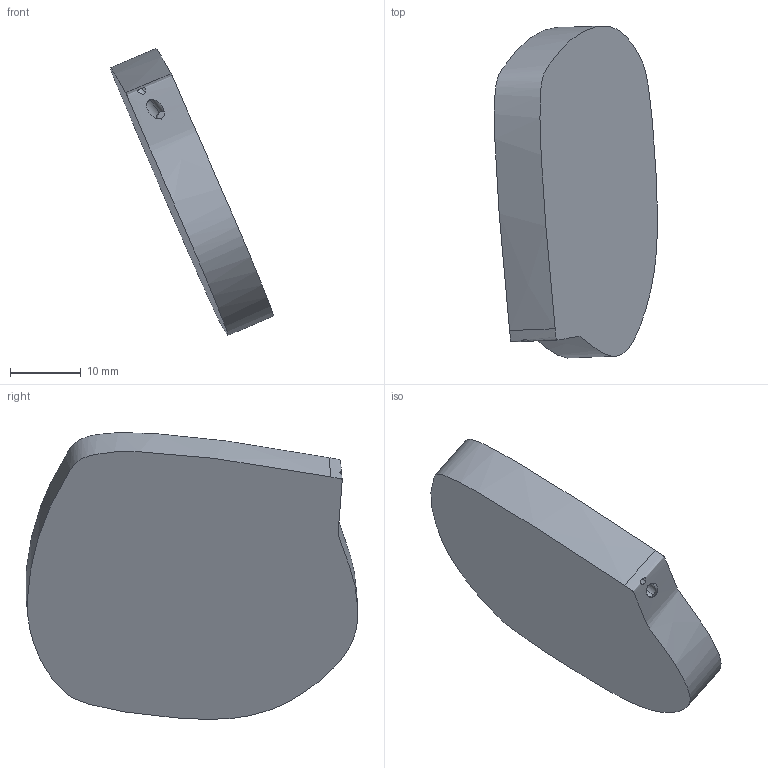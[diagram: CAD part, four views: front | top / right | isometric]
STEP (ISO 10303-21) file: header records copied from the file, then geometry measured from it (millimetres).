
FILE_DESCRIPTION(('STEP AP214'),'1');
FILE_NAME('Endocardial_03_IPG.step','2024-02-05T21:20:51',(' '),('ANSOFT Corporation'),'Spatial InterOp 3D',' ',' ');
FILE_SCHEMA(('AUTOMOTIVE_DESIGN { 1 0 10303 214 1 1 1 1 }'));
Length unit declared in the file: millimetre
Products named in the file (1): IPG
Bounding box: 23.07 x 46.91 x 40.53 mm (x, y, z)
Volume: 11304.9 mm3; surface area: 4299.4 mm2
Topology: 1 solids, 1 shells, 11 faces, 23 edges, 16 vertices
Faces by surface type: cylinder 6, plane 3, bspline 2
Entity records: 949 total; most frequent: CARTESIAN_POINT 704, ORIENTED_EDGE 46, DIRECTION 38, EDGE_CURVE 23, AXIS2_PLACEMENT_3D 16, VERTEX_POINT 16, EDGE_LOOP 13, ADVANCED_FACE 11
